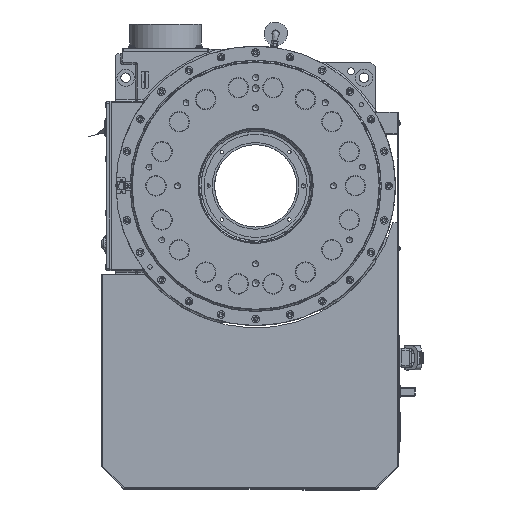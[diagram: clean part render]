
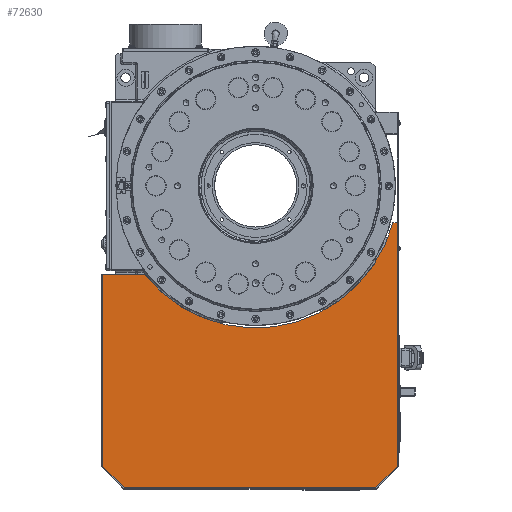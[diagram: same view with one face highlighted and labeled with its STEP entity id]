
A CAD part, top view. The second image highlights one B-rep face of the part: STEP entity #72630.
In plain terms, the highlighted planar face has unit normal (0, 0, 1).
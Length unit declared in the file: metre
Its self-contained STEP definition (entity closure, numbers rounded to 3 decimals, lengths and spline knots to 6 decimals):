
#4352 = CARTESIAN_POINT ( 'NONE',  ( -0.080001, -0.680001, 0.0023 ) ) ;
#6048 = CARTESIAN_POINT ( 'NONE',  ( -0.08, -0.010205, 0.0023 ) ) ;
#6152 = VERTEX_POINT ( 'NONE', #67731 ) ;
#11727 = VERTEX_POINT ( 'NONE', #45363 ) ;
#12646 = AXIS2_PLACEMENT_3D ( 'NONE', #4352, #34463, #138832 ) ;
#15368 = VECTOR ( 'NONE', #184083, 1. ) ;
#16170 = LINE ( 'NONE', #50053, #15368 ) ;
#18459 = DIRECTION ( 'NONE',  ( -1., 0., 0. ) ) ;
#20932 = ORIENTED_EDGE ( 'NONE', *, *, #158331, .T. ) ;
#22880 = CARTESIAN_POINT ( 'NONE',  ( -0.165, -0.327, 0.0023 ) ) ;
#26092 = CARTESIAN_POINT ( 'NONE',  ( 0.532, -0.05, 0.0023 ) ) ;
#29610 = EDGE_LOOP ( 'NONE', ( #80768, #77740, #47765, #101789, #33891, #121584, #20932, #175607 ) ) ;
#29743 = VECTOR ( 'NONE', #43556, 1. ) ;
#30109 = LINE ( 'NONE', #88960, #29743 ) ;
#30913 = AXIS2_PLACEMENT_3D ( 'NONE', #22880, #127379, #37909 ) ;
#31799 = CARTESIAN_POINT ( 'NONE',  ( 0.482, -0.68, 0.0023 ) ) ;
#33518 = CARTESIAN_POINT ( 'NONE',  ( 0.226, 0., 0.0023 ) ) ;
#33891 = ORIENTED_EDGE ( 'NONE', *, *, #152048, .T. ) ;
#34463 = DIRECTION ( 'NONE',  ( 0., 0., 1. ) ) ;
#37909 = DIRECTION ( 'NONE',  ( 1., 0., 0. ) ) ;
#43556 = DIRECTION ( 'NONE',  ( 0., 1., 0. ) ) ;
#45363 = CARTESIAN_POINT ( 'NONE',  ( 0.532, -0.63, 0.0023 ) ) ;
#47765 = ORIENTED_EDGE ( 'NONE', *, *, #141783, .T. ) ;
#50053 = CARTESIAN_POINT ( 'NONE',  ( -0.08, -0.34, 0.0023 ) ) ;
#56680 = VECTOR ( 'NONE', #18459, 1. ) ;
#58376 = LINE ( 'NONE', #33518, #56680 ) ;
#64593 = CARTESIAN_POINT ( 'NONE',  ( 0.226, -0.68, 0.0023 ) ) ;
#65098 = DIRECTION ( 'NONE',  ( 0.707, 0.707, 0. ) ) ;
#67731 = CARTESIAN_POINT ( 'NONE',  ( 0.04, -0.583045, 0.0023 ) ) ;
#69481 = VERTEX_POINT ( 'NONE', #175043 ) ;
#72630 = ADVANCED_FACE ( 'NONE', ( #165381 ), #123954, .T. ) ;
#76247 = VERTEX_POINT ( 'NONE', #123220 ) ;
#77740 = ORIENTED_EDGE ( 'NONE', *, *, #163417, .T. ) ;
#79826 = DIRECTION ( 'NONE',  ( 1., 0., 0. ) ) ;
#80768 = ORIENTED_EDGE ( 'NONE', *, *, #162610, .T. ) ;
#88960 = CARTESIAN_POINT ( 'NONE',  ( 0.532, -0.34, 0.0023 ) ) ;
#91466 = VERTEX_POINT ( 'NONE', #31799 ) ;
#101789 = ORIENTED_EDGE ( 'NONE', *, *, #147240, .T. ) ;
#104543 = VERTEX_POINT ( 'NONE', #111303 ) ;
#106014 = VERTEX_POINT ( 'NONE', #6048 ) ;
#109754 = DIRECTION ( 'NONE',  ( 0., -1., 0. ) ) ;
#110577 = CIRCLE ( 'NONE', #30913, 0.328 ) ;
#111303 = CARTESIAN_POINT ( 'NONE',  ( 0.04, -0.68, 0.0023 ) ) ;
#120798 = CARTESIAN_POINT ( 'NONE',  ( -0.08, 0., 0.0023 ) ) ;
#121584 = ORIENTED_EDGE ( 'NONE', *, *, #153206, .T. ) ;
#123220 = CARTESIAN_POINT ( 'NONE',  ( 0.532, -0.05, 0.0023 ) ) ;
#123954 = PLANE ( 'NONE',  #12646 ) ;
#127379 = DIRECTION ( 'NONE',  ( 0., 0., -1. ) ) ;
#131283 = VECTOR ( 'NONE', #175310, 1. ) ;
#131839 = LINE ( 'NONE', #26092, #131283 ) ;
#138832 = DIRECTION ( 'NONE',  ( 1., 0., 0. ) ) ;
#139258 = CARTESIAN_POINT ( 'NONE',  ( 0.482, -0.68, 0.0023 ) ) ;
#141783 = EDGE_CURVE ( 'NONE', #106014, #6152, #110577, .T. ) ;
#147240 = EDGE_CURVE ( 'NONE', #6152, #104543, #160217, .T. ) ;
#149582 = VERTEX_POINT ( 'NONE', #120798 ) ;
#151914 = VECTOR ( 'NONE', #65098, 1. ) ;
#152048 = EDGE_CURVE ( 'NONE', #104543, #91466, #176484, .T. ) ;
#153025 = LINE ( 'NONE', #139258, #151914 ) ;
#153206 = EDGE_CURVE ( 'NONE', #91466, #11727, #153025, .T. ) ;
#158331 = EDGE_CURVE ( 'NONE', #11727, #76247, #30109, .T. ) ;
#159409 = VECTOR ( 'NONE', #109754, 1. ) ;
#160217 = LINE ( 'NONE', #184325, #159409 ) ;
#160940 = EDGE_CURVE ( 'NONE', #76247, #69481, #131839, .T. ) ;
#162610 = EDGE_CURVE ( 'NONE', #69481, #149582, #58376, .T. ) ;
#163417 = EDGE_CURVE ( 'NONE', #149582, #106014, #16170, .T. ) ;
#165381 = FACE_OUTER_BOUND ( 'NONE', #29610, .T. ) ;
#175043 = CARTESIAN_POINT ( 'NONE',  ( 0.482, 0., 0.0023 ) ) ;
#175310 = DIRECTION ( 'NONE',  ( -0.707, 0.707, 0. ) ) ;
#175607 = ORIENTED_EDGE ( 'NONE', *, *, #160940, .T. ) ;
#175748 = VECTOR ( 'NONE', #79826, 1. ) ;
#176484 = LINE ( 'NONE', #64593, #175748 ) ;
#184083 = DIRECTION ( 'NONE',  ( 0., -1., 0. ) ) ;
#184325 = CARTESIAN_POINT ( 'NONE',  ( 0.04, -0.34, 0.0023 ) ) ;
